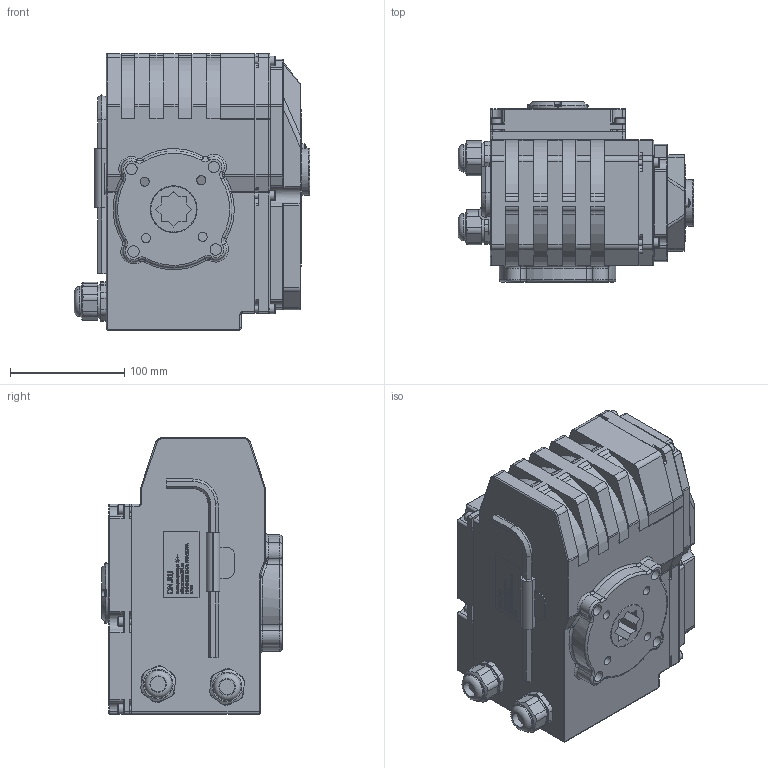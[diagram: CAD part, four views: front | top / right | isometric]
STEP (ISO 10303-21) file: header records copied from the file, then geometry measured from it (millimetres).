
FILE_DESCRIPTION(/* description */ (''),/* implementation_level */ '2;1');
FILE_NAME(/* name */ 'E34-N-020EM_3D_STEP.stp',/* time_stamp */ '2025-12-23T22:05:05+03:00',/* author */ ('igorr'),/* organization */ (''),/* preprocessor_version */ 'ST-DEVELOPER v20',/* originating_system */ 'Autodesk Inventor 2025',/* authorisation */ '');
FILE_SCHEMA (('AUTOMOTIVE_DESIGN { 1 0 10303 214 3 1 1 }'));
Products named in the file (7): Сборка; Деталь; AS 1427 - M3 x 16; AS 1427 - M3 x 5; Деталь1; Деталь1_1; AS 1420 - 1973 - M5 x 30
Assembly tree (21 placements, depth 2):
  Сборка
    Деталь
    AS 1420 - 1973 - M5 x 30  x12
    AS 1427 - M3 x 16  x4
    AS 1427 - M3 x 5
    Деталь1_1  x2
    Деталь1
Bounding box: 205.9 x 157.5 x 241.8 mm (x, y, z)
Volume: 4768799.8 mm3; surface area: 314330.4 mm2
Topology: 21 solids, 22 shells, 2163 faces, 5621 edges, 3641 vertices
Faces by surface type: plane 1007, bspline 503, cylinder 354, torus 200, cone 92, sphere 7
Full cylindrical faces by diameter (mm): 2.693 x5, 3 x5, 5 x12, 8 x4, 8.5 x12, 10 x4, 13.606 x2, 23.953 x2, 27.184 x2, 34.486 x1, 40 x2, 41 x1, 41.033 x1, 42.826 x2, 52 x1
Entity records: 64315 total; most frequent: CARTESIAN_POINT 18979, ORIENTED_EDGE 9768, DIRECTION 7562, EDGE_CURVE 4884, VERTEX_POINT 3164, LINE 2838, VECTOR 2838, AXIS2_PLACEMENT_3D 2362
